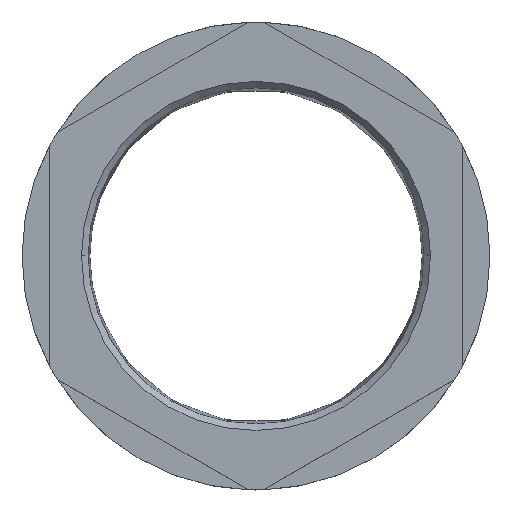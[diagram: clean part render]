
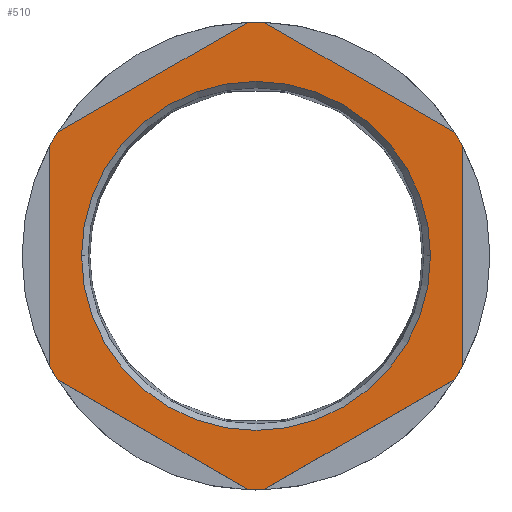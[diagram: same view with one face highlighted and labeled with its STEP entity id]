
A CAD part, top view. The second image highlights one B-rep face of the part: STEP entity #510.
In plain terms, the highlighted planar face has unit normal (0, 0, 1).
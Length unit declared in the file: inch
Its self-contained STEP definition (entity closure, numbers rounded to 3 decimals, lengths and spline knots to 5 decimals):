
#11 = EDGE_CURVE ( 'NONE', #125, #559, #211, .T. ) ;
#21 = VECTOR ( 'NONE', #129, 39.37008 ) ;
#28 = AXIS2_PLACEMENT_3D ( 'NONE', #407, #406, #405 ) ;
#32 = LINE ( 'NONE', #130, #21 ) ;
#37 = EDGE_CURVE ( 'NONE', #630, #363, #208, .T. ) ;
#59 = LINE ( 'NONE', #376, #60 ) ;
#60 = VECTOR ( 'NONE', #371, 39.37008 ) ;
#62 = AXIS2_PLACEMENT_3D ( 'NONE', #393, #375, #372 ) ;
#64 = VECTOR ( 'NONE', #385, 39.37008 ) ;
#74 = LINE ( 'NONE', #388, #64 ) ;
#80 = AXIS2_PLACEMENT_3D ( 'NONE', #540, #539, #538 ) ;
#83 = FACE_OUTER_BOUND ( 'NONE', #118, .T. ) ;
#95 = CIRCLE ( 'NONE', #553, 0.915 ) ;
#96 = CIRCLE ( 'NONE', #652, 0.915 ) ;
#109 = EDGE_CURVE ( 'NONE', #627, #125, #232, .T. ) ;
#112 = FACE_BOUND ( 'NONE', #188, .T. ) ;
#118 = EDGE_LOOP ( 'NONE', ( #142, #421, #143, #395, #195, #157, #493, #176, #659, #453, #532, #608 ) ) ;
#120 = AXIS2_PLACEMENT_3D ( 'NONE', #533, #530, #528 ) ;
#125 = VERTEX_POINT ( 'NONE', #469 ) ;
#129 = DIRECTION ( 'NONE',  ( 0.866, -0.5, 0. ) ) ;
#130 = CARTESIAN_POINT ( 'NONE',  ( -0.4035, -0.69888, 0.138 ) ) ;
#137 = DIRECTION ( 'NONE',  ( 0., 0., 1. ) ) ;
#142 = ORIENTED_EDGE ( 'NONE', *, *, #473, .T. ) ;
#143 = ORIENTED_EDGE ( 'NONE', *, *, #266, .T. ) ;
#157 = ORIENTED_EDGE ( 'NONE', *, *, #109, .T. ) ;
#161 = EDGE_CURVE ( 'NONE', #363, #630, #255, .T. ) ;
#174 = EDGE_CURVE ( 'NONE', #649, #627, #248, .T. ) ;
#176 = ORIENTED_EDGE ( 'NONE', *, *, #209, .T. ) ;
#181 = VERTEX_POINT ( 'NONE', #702 ) ;
#188 = EDGE_LOOP ( 'NONE', ( #687, #568 ) ) ;
#195 = ORIENTED_EDGE ( 'NONE', *, *, #174, .T. ) ;
#208 = CIRCLE ( 'NONE', #295, 0.68247 ) ;
#209 = EDGE_CURVE ( 'NONE', #559, #669, #262, .T. ) ;
#211 = CIRCLE ( 'NONE', #442, 0.915 ) ;
#216 = EDGE_CURVE ( 'NONE', #181, #607, #263, .T. ) ;
#232 = LINE ( 'NONE', #457, #233 ) ;
#233 = VECTOR ( 'NONE', #456, 39.37008 ) ;
#234 = DIRECTION ( 'NONE',  ( 1., 0., 0. ) ) ;
#235 = CARTESIAN_POINT ( 'NONE',  ( 0.77697, 0.48326, 0.138 ) ) ;
#238 = CARTESIAN_POINT ( 'NONE',  ( 0.807, 0.43125, 0.138 ) ) ;
#239 = CARTESIAN_POINT ( 'NONE',  ( 0., 0., 0.138 ) ) ;
#248 = CIRCLE ( 'NONE', #316, 0.915 ) ;
#255 = CIRCLE ( 'NONE', #62, 0.68247 ) ;
#262 = LINE ( 'NONE', #662, #278 ) ;
#263 = LINE ( 'NONE', #640, #283 ) ;
#264 = EDGE_CURVE ( 'NONE', #360, #345, #298, .T. ) ;
#266 = EDGE_CURVE ( 'NONE', #607, #557, #301, .T. ) ;
#278 = VECTOR ( 'NONE', #636, 39.37008 ) ;
#283 = VECTOR ( 'NONE', #658, 39.37008 ) ;
#295 = AXIS2_PLACEMENT_3D ( 'NONE', #571, #601, #384 ) ;
#298 = CIRCLE ( 'NONE', #80, 0.915 ) ;
#301 = CIRCLE ( 'NONE', #120, 0.915 ) ;
#316 = AXIS2_PLACEMENT_3D ( 'NONE', #239, #137, #234 ) ;
#343 = CARTESIAN_POINT ( 'NONE',  ( -0.03003, -0.91451, 0.138 ) ) ;
#345 = VERTEX_POINT ( 'NONE', #488 ) ;
#351 = CARTESIAN_POINT ( 'NONE',  ( 0.03003, -0.91451, 0.138 ) ) ;
#358 = CARTESIAN_POINT ( 'NONE',  ( 0.68247, 0., 0.138 ) ) ;
#360 = VERTEX_POINT ( 'NONE', #475 ) ;
#363 = VERTEX_POINT ( 'NONE', #468 ) ;
#365 = CARTESIAN_POINT ( 'NONE',  ( -0.807, -0.43125, 0.138 ) ) ;
#371 = DIRECTION ( 'NONE',  ( -0.866, -0.5, 0. ) ) ;
#372 = DIRECTION ( 'NONE',  ( 1., 0., 0. ) ) ;
#375 = DIRECTION ( 'NONE',  ( 0., 0., 1. ) ) ;
#376 = CARTESIAN_POINT ( 'NONE',  ( -0.4035, 0.69888, 0.138 ) ) ;
#383 = CARTESIAN_POINT ( 'NONE',  ( -0.77697, -0.48326, 0.138 ) ) ;
#384 = DIRECTION ( 'NONE',  ( 1., 0., 0. ) ) ;
#385 = DIRECTION ( 'NONE',  ( -0.866, 0.5, 0. ) ) ;
#388 = CARTESIAN_POINT ( 'NONE',  ( 0.4035, 0.69888, 0.138 ) ) ;
#390 = CARTESIAN_POINT ( 'NONE',  ( 0.807, -0.43125, 0.138 ) ) ;
#393 = CARTESIAN_POINT ( 'NONE',  ( 0., 0., 0.138 ) ) ;
#395 = ORIENTED_EDGE ( 'NONE', *, *, #707, .T. ) ;
#405 = DIRECTION ( 'NONE',  ( 1., 0., 0. ) ) ;
#406 = DIRECTION ( 'NONE',  ( 0., 0., 1. ) ) ;
#407 = CARTESIAN_POINT ( 'NONE',  ( 0., 0., 0.138 ) ) ;
#411 = DIRECTION ( 'NONE',  ( 1., 0., 0. ) ) ;
#412 = DIRECTION ( 'NONE',  ( 0., 0., 1. ) ) ;
#414 = CARTESIAN_POINT ( 'NONE',  ( 0., 0., 0.138 ) ) ;
#421 = ORIENTED_EDGE ( 'NONE', *, *, #216, .T. ) ;
#422 = DIRECTION ( 'NONE',  ( 1., 0., 0. ) ) ;
#423 = DIRECTION ( 'NONE',  ( 0., 0., 1. ) ) ;
#424 = CARTESIAN_POINT ( 'NONE',  ( 0., 0., 0.138 ) ) ;
#425 = PLANE ( 'NONE',  #28 ) ;
#427 = CARTESIAN_POINT ( 'NONE',  ( -0.77697, 0.48326, 0.138 ) ) ;
#442 = AXIS2_PLACEMENT_3D ( 'NONE', #494, #577, #535 ) ;
#453 = ORIENTED_EDGE ( 'NONE', *, *, #544, .T. ) ;
#456 = DIRECTION ( 'NONE',  ( 0.866, 0.5, 0. ) ) ;
#457 = CARTESIAN_POINT ( 'NONE',  ( 0.4035, -0.69888, 0.138 ) ) ;
#468 = CARTESIAN_POINT ( 'NONE',  ( -0.68247, 0., 0.138 ) ) ;
#469 = CARTESIAN_POINT ( 'NONE',  ( 0.77697, -0.48326, 0.138 ) ) ;
#473 = EDGE_CURVE ( 'NONE', #477, #181, #95, .T. ) ;
#475 = CARTESIAN_POINT ( 'NONE',  ( 0.03003, 0.91451, 0.138 ) ) ;
#477 = VERTEX_POINT ( 'NONE', #427 ) ;
#488 = CARTESIAN_POINT ( 'NONE',  ( -0.03003, 0.91451, 0.138 ) ) ;
#493 = ORIENTED_EDGE ( 'NONE', *, *, #11, .T. ) ;
#494 = CARTESIAN_POINT ( 'NONE',  ( 0., 0., 0.138 ) ) ;
#504 = EDGE_CURVE ( 'NONE', #669, #675, #96, .T. ) ;
#510 = ADVANCED_FACE ( 'NONE', ( #112, #83 ), #425, .T. ) ;
#528 = DIRECTION ( 'NONE',  ( 1., 0., 0. ) ) ;
#530 = DIRECTION ( 'NONE',  ( 0., 0., 1. ) ) ;
#532 = ORIENTED_EDGE ( 'NONE', *, *, #264, .T. ) ;
#533 = CARTESIAN_POINT ( 'NONE',  ( 0., 0., 0.138 ) ) ;
#535 = DIRECTION ( 'NONE',  ( 1., 0., 0. ) ) ;
#538 = DIRECTION ( 'NONE',  ( 1., 0., 0. ) ) ;
#539 = DIRECTION ( 'NONE',  ( 0., 0., 1. ) ) ;
#540 = CARTESIAN_POINT ( 'NONE',  ( 0., 0., 0.138 ) ) ;
#544 = EDGE_CURVE ( 'NONE', #675, #360, #74, .T. ) ;
#553 = AXIS2_PLACEMENT_3D ( 'NONE', #424, #423, #422 ) ;
#557 = VERTEX_POINT ( 'NONE', #383 ) ;
#559 = VERTEX_POINT ( 'NONE', #390 ) ;
#568 = ORIENTED_EDGE ( 'NONE', *, *, #161, .F. ) ;
#571 = CARTESIAN_POINT ( 'NONE',  ( 0., 0., 0.138 ) ) ;
#577 = DIRECTION ( 'NONE',  ( 0., 0., 1. ) ) ;
#601 = DIRECTION ( 'NONE',  ( 0., 0., 1. ) ) ;
#607 = VERTEX_POINT ( 'NONE', #365 ) ;
#608 = ORIENTED_EDGE ( 'NONE', *, *, #635, .T. ) ;
#627 = VERTEX_POINT ( 'NONE', #351 ) ;
#630 = VERTEX_POINT ( 'NONE', #358 ) ;
#635 = EDGE_CURVE ( 'NONE', #345, #477, #59, .T. ) ;
#636 = DIRECTION ( 'NONE',  ( 0., 1., 0. ) ) ;
#640 = CARTESIAN_POINT ( 'NONE',  ( -0.807, 0., 0.138 ) ) ;
#649 = VERTEX_POINT ( 'NONE', #343 ) ;
#652 = AXIS2_PLACEMENT_3D ( 'NONE', #414, #412, #411 ) ;
#658 = DIRECTION ( 'NONE',  ( 0., -1., 0. ) ) ;
#659 = ORIENTED_EDGE ( 'NONE', *, *, #504, .T. ) ;
#662 = CARTESIAN_POINT ( 'NONE',  ( 0.807, 0., 0.138 ) ) ;
#669 = VERTEX_POINT ( 'NONE', #238 ) ;
#675 = VERTEX_POINT ( 'NONE', #235 ) ;
#687 = ORIENTED_EDGE ( 'NONE', *, *, #37, .F. ) ;
#702 = CARTESIAN_POINT ( 'NONE',  ( -0.807, 0.43125, 0.138 ) ) ;
#707 = EDGE_CURVE ( 'NONE', #557, #649, #32, .T. ) ;
